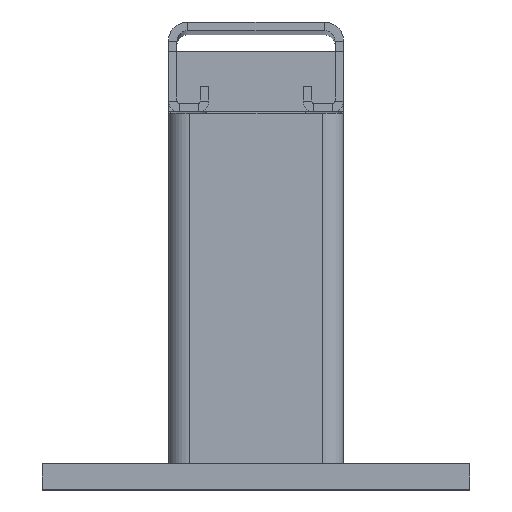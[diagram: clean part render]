
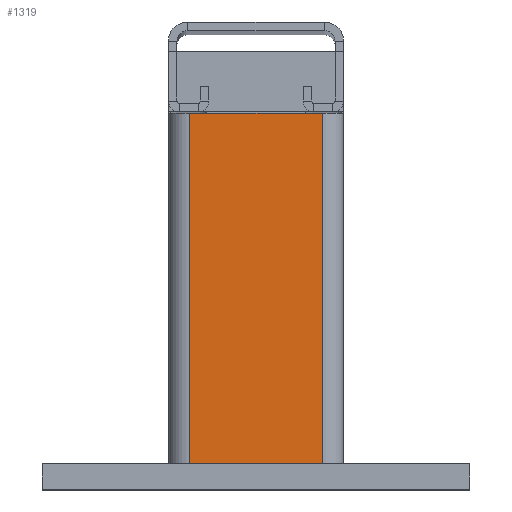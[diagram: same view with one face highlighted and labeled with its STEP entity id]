
A CAD part, top view. The second image highlights one B-rep face of the part: STEP entity #1319.
In plain terms, the highlighted planar face has unit normal (0, 0, 1).
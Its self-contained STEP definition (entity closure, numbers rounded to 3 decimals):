
#205 = EDGE_CURVE ( 'NONE', #512, #1051, #1781, .T. ) ;
#326 = VECTOR ( 'NONE', #1902, 1000. ) ;
#334 = LINE ( 'NONE', #1789, #326 ) ;
#433 = ORIENTED_EDGE ( 'NONE', *, *, #205, .T. ) ;
#512 = VERTEX_POINT ( 'NONE', #1992 ) ;
#537 = CARTESIAN_POINT ( 'NONE',  ( -15.5, 82., 0. ) ) ;
#596 = CARTESIAN_POINT ( 'NONE',  ( -15.5, 0., 0. ) ) ;
#681 = DIRECTION ( 'NONE',  ( 0., -1., 0. ) ) ;
#1051 = VERTEX_POINT ( 'NONE', #537 ) ;
#1119 = CARTESIAN_POINT ( 'NONE',  ( 15.5, 82., 0. ) ) ;
#1198 = CARTESIAN_POINT ( 'NONE',  ( -15.5, 82., 0. ) ) ;
#1217 = ORIENTED_EDGE ( 'NONE', *, *, #2103, .F. ) ;
#1239 = LINE ( 'NONE', #1119, #3101 ) ;
#1319 = ADVANCED_FACE ( 'NONE', ( #1663 ), #2245, .T. ) ;
#1380 = DIRECTION ( 'NONE',  ( 0., -1., 0. ) ) ;
#1382 = LINE ( 'NONE', #1198, #1448 ) ;
#1411 = CARTESIAN_POINT ( 'NONE',  ( 15.5, 0., 0. ) ) ;
#1448 = VECTOR ( 'NONE', #681, 1000. ) ;
#1468 = ORIENTED_EDGE ( 'NONE', *, *, #3338, .F. ) ;
#1480 = AXIS2_PLACEMENT_3D ( 'NONE', #1974, #1583, #1628 ) ;
#1560 = EDGE_CURVE ( 'NONE', #1051, #2595, #1382, .T. ) ;
#1583 = DIRECTION ( 'NONE',  ( 0., 0., 1. ) ) ;
#1628 = DIRECTION ( 'NONE',  ( 1., 0., 0. ) ) ;
#1663 = FACE_OUTER_BOUND ( 'NONE', #3104, .T. ) ;
#1684 = VECTOR ( 'NONE', #2130, 1000. ) ;
#1781 = LINE ( 'NONE', #2151, #1684 ) ;
#1789 = CARTESIAN_POINT ( 'NONE',  ( -20.5, 0., 0. ) ) ;
#1902 = DIRECTION ( 'NONE',  ( -1., 0., 0. ) ) ;
#1917 = VERTEX_POINT ( 'NONE', #1411 ) ;
#1974 = CARTESIAN_POINT ( 'NONE',  ( -20.5, 82., 0. ) ) ;
#1992 = CARTESIAN_POINT ( 'NONE',  ( 15.5, 82., 0. ) ) ;
#2103 = EDGE_CURVE ( 'NONE', #1917, #2595, #334, .T. ) ;
#2130 = DIRECTION ( 'NONE',  ( -1., 0., 0. ) ) ;
#2151 = CARTESIAN_POINT ( 'NONE',  ( -20.5, 82., 0. ) ) ;
#2245 = PLANE ( 'NONE',  #1480 ) ;
#2595 = VERTEX_POINT ( 'NONE', #596 ) ;
#2720 = ORIENTED_EDGE ( 'NONE', *, *, #1560, .T. ) ;
#3101 = VECTOR ( 'NONE', #1380, 1000. ) ;
#3104 = EDGE_LOOP ( 'NONE', ( #1217, #1468, #433, #2720 ) ) ;
#3338 = EDGE_CURVE ( 'NONE', #512, #1917, #1239, .T. ) ;
